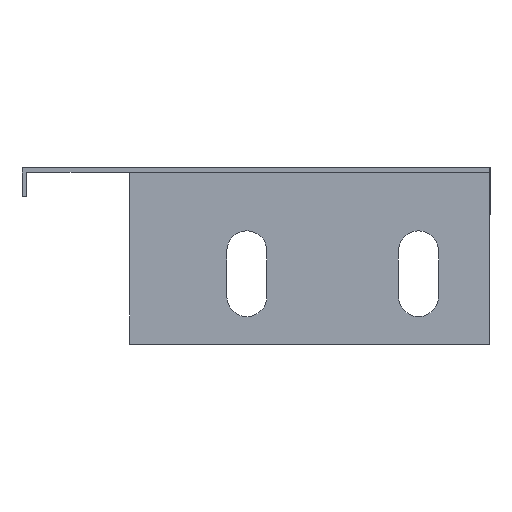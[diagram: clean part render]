
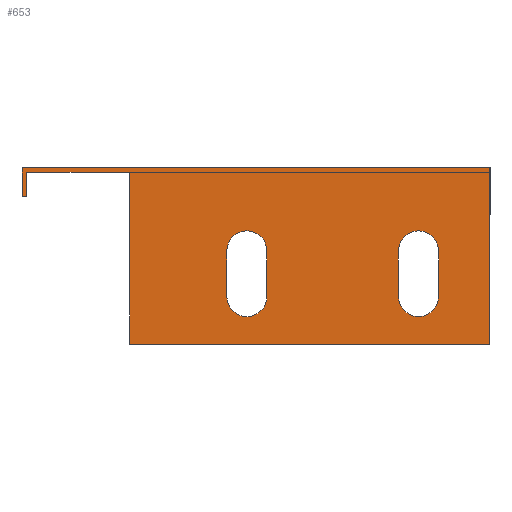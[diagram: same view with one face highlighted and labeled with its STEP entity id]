
A CAD part, left-side view. The second image highlights one B-rep face of the part: STEP entity #653.
In plain terms, the highlighted planar face has unit normal (-1, 0, 0).
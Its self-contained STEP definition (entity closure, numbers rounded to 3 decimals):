
#10 = ORIENTED_EDGE ( 'NONE', *, *, #327, .F. ) ;
#11 = EDGE_LOOP ( 'NONE', ( #348, #781, #42, #237 ) ) ;
#19 = CARTESIAN_POINT ( 'NONE',  ( -200.8, 14.5, -22.5 ) ) ;
#21 = VERTEX_POINT ( 'NONE', #1043 ) ;
#27 = VECTOR ( 'NONE', #382, 1000. ) ;
#35 = CARTESIAN_POINT ( 'NONE',  ( -200.8, 49.5, 0. ) ) ;
#38 = VERTEX_POINT ( 'NONE', #167 ) ;
#42 = ORIENTED_EDGE ( 'NONE', *, *, #817, .F. ) ;
#43 = ORIENTED_EDGE ( 'NONE', *, *, #799, .T. ) ;
#59 = VERTEX_POINT ( 'NONE', #572 ) ;
#76 = EDGE_CURVE ( 'NONE', #274, #530, #407, .T. ) ;
#92 = ORIENTED_EDGE ( 'NONE', *, *, #895, .T. ) ;
#99 = EDGE_LOOP ( 'NONE', ( #652, #139, #557, #174, #92, #282, #360, #43 ) ) ;
#104 = FACE_BOUND ( 'NONE', #325, .T. ) ;
#119 = VERTEX_POINT ( 'NONE', #896 ) ;
#135 = CARTESIAN_POINT ( 'NONE',  ( -200.8, 50.3, -5. ) ) ;
#139 = ORIENTED_EDGE ( 'NONE', *, *, #447, .F. ) ;
#164 = VERTEX_POINT ( 'NONE', #1058 ) ;
#167 = CARTESIAN_POINT ( 'NONE',  ( -200.8, 14.5, -22.5 ) ) ;
#174 = ORIENTED_EDGE ( 'NONE', *, *, #230, .T. ) ;
#182 = VERTEX_POINT ( 'NONE', #462 ) ;
#183 = ORIENTED_EDGE ( 'NONE', *, *, #467, .F. ) ;
#189 = VECTOR ( 'NONE', #908, 1000. ) ;
#192 = CARTESIAN_POINT ( 'NONE',  ( -200.8, 51.431, -0.8 ) ) ;
#195 = VERTEX_POINT ( 'NONE', #1023 ) ;
#205 = VERTEX_POINT ( 'NONE', #466 ) ;
#206 = CARTESIAN_POINT ( 'NONE',  ( -200.8, -31.5, -0.8 ) ) ;
#212 = VECTOR ( 'NONE', #297, 1000. ) ;
#230 = EDGE_CURVE ( 'NONE', #665, #59, #1042, .T. ) ;
#232 = LINE ( 'NONE', #206, #616 ) ;
#237 = ORIENTED_EDGE ( 'NONE', *, *, #950, .F. ) ;
#244 = DIRECTION ( 'NONE',  ( -1., 0., 0. ) ) ;
#246 = CARTESIAN_POINT ( 'NONE',  ( -200.8, -22.5, -22.5 ) ) ;
#261 = VERTEX_POINT ( 'NONE', #475 ) ;
#265 = VERTEX_POINT ( 'NONE', #549 ) ;
#274 = VERTEX_POINT ( 'NONE', #962 ) ;
#282 = ORIENTED_EDGE ( 'NONE', *, *, #498, .T. ) ;
#297 = DIRECTION ( 'NONE',  ( 0., -1., 0. ) ) ;
#306 = VERTEX_POINT ( 'NONE', #900 ) ;
#307 = LINE ( 'NONE', #453, #661 ) ;
#323 = CARTESIAN_POINT ( 'NONE',  ( -200.8, 50.3, 0. ) ) ;
#325 = EDGE_LOOP ( 'NONE', ( #477, #10, #183, #599 ) ) ;
#327 = EDGE_CURVE ( 'NONE', #535, #274, #773, .T. ) ;
#348 = ORIENTED_EDGE ( 'NONE', *, *, #536, .F. ) ;
#360 = ORIENTED_EDGE ( 'NONE', *, *, #486, .T. ) ;
#365 = FACE_BOUND ( 'NONE', #11, .T. ) ;
#382 = DIRECTION ( 'NONE',  ( 0., 0., 1. ) ) ;
#384 = DIRECTION ( 'NONE',  ( 0., -1., 0. ) ) ;
#385 = DIRECTION ( 'NONE',  ( 0., 0., -1. ) ) ;
#387 = CIRCLE ( 'NONE', #620, 3.5 ) ;
#388 = CARTESIAN_POINT ( 'NONE',  ( -200.8, 11., -14.5 ) ) ;
#404 = DIRECTION ( 'NONE',  ( 0., -1., 0. ) ) ;
#407 = LINE ( 'NONE', #246, #425 ) ;
#425 = VECTOR ( 'NONE', #831, 1000. ) ;
#427 = LINE ( 'NONE', #487, #189 ) ;
#438 = CARTESIAN_POINT ( 'NONE',  ( -200.8, -22.5, -14.5 ) ) ;
#447 = EDGE_CURVE ( 'NONE', #265, #205, #869, .T. ) ;
#453 = CARTESIAN_POINT ( 'NONE',  ( -200.8, -15.5, -22.5 ) ) ;
#454 = DIRECTION ( 'NONE',  ( 0., 0., 1. ) ) ;
#460 = DIRECTION ( 'NONE',  ( 0., 0., 1. ) ) ;
#462 = CARTESIAN_POINT ( 'NONE',  ( -200.8, -15.5, -14.5 ) ) ;
#466 = CARTESIAN_POINT ( 'NONE',  ( -200.8, -31.5, 0. ) ) ;
#467 = EDGE_CURVE ( 'NONE', #182, #535, #307, .T. ) ;
#474 = LINE ( 'NONE', #192, #1006 ) ;
#475 = CARTESIAN_POINT ( 'NONE',  ( -200.8, 49.5, -0.8 ) ) ;
#477 = ORIENTED_EDGE ( 'NONE', *, *, #76, .F. ) ;
#486 = EDGE_CURVE ( 'NONE', #306, #164, #688, .T. ) ;
#487 = CARTESIAN_POINT ( 'NONE',  ( -200.8, 7.5, -22.5 ) ) ;
#492 = CARTESIAN_POINT ( 'NONE',  ( -200.8, -19., -14.5 ) ) ;
#494 = CARTESIAN_POINT ( 'NONE',  ( -200.8, 31.5, -0.8 ) ) ;
#498 = EDGE_CURVE ( 'NONE', #261, #306, #474, .T. ) ;
#530 = VERTEX_POINT ( 'NONE', #438 ) ;
#535 = VERTEX_POINT ( 'NONE', #947 ) ;
#536 = EDGE_CURVE ( 'NONE', #119, #195, #427, .T. ) ;
#549 = CARTESIAN_POINT ( 'NONE',  ( -200.8, 50.3, 0. ) ) ;
#557 = ORIENTED_EDGE ( 'NONE', *, *, #1028, .F. ) ;
#560 = LINE ( 'NONE', #35, #27 ) ;
#563 = DIRECTION ( 'NONE',  ( 0., 0., 1. ) ) ;
#565 = PLANE ( 'NONE',  #904 ) ;
#572 = CARTESIAN_POINT ( 'NONE',  ( -200.8, 49.5, -5. ) ) ;
#574 = CARTESIAN_POINT ( 'NONE',  ( -200.8, 11., -22.5 ) ) ;
#579 = DIRECTION ( 'NONE',  ( -1., 0., 0. ) ) ;
#599 = ORIENTED_EDGE ( 'NONE', *, *, #612, .F. ) ;
#610 = VERTEX_POINT ( 'NONE', #774 ) ;
#612 = EDGE_CURVE ( 'NONE', #530, #182, #387, .T. ) ;
#616 = VECTOR ( 'NONE', #675, 1000. ) ;
#620 = AXIS2_PLACEMENT_3D ( 'NONE', #492, #978, #563 ) ;
#652 = ORIENTED_EDGE ( 'NONE', *, *, #1012, .T. ) ;
#653 = ADVANCED_FACE ( 'NONE', ( #365, #104, #903 ), #565, .F. ) ;
#661 = VECTOR ( 'NONE', #666, 1000. ) ;
#665 = VERTEX_POINT ( 'NONE', #135 ) ;
#666 = DIRECTION ( 'NONE',  ( 0., 0., -1. ) ) ;
#675 = DIRECTION ( 'NONE',  ( 0., 0., 1. ) ) ;
#677 = EDGE_CURVE ( 'NONE', #38, #119, #881, .T. ) ;
#688 = LINE ( 'NONE', #733, #1031 ) ;
#690 = AXIS2_PLACEMENT_3D ( 'NONE', #696, #244, #765 ) ;
#696 = CARTESIAN_POINT ( 'NONE',  ( -200.8, -19., -22.5 ) ) ;
#702 = CARTESIAN_POINT ( 'NONE',  ( -200.8, 51.431, 0. ) ) ;
#721 = CARTESIAN_POINT ( 'NONE',  ( -200.8, -31.5, -30.8 ) ) ;
#733 = CARTESIAN_POINT ( 'NONE',  ( -200.8, 31.5, -30.8 ) ) ;
#753 = CARTESIAN_POINT ( 'NONE',  ( -200.8, 50.3, -5. ) ) ;
#765 = DIRECTION ( 'NONE',  ( 0., 0., 1. ) ) ;
#772 = VECTOR ( 'NONE', #864, 1000. ) ;
#773 = CIRCLE ( 'NONE', #690, 3.5 ) ;
#774 = CARTESIAN_POINT ( 'NONE',  ( -200.8, -31.5, -30.8 ) ) ;
#777 = DIRECTION ( 'NONE',  ( 1., 0., 0. ) ) ;
#781 = ORIENTED_EDGE ( 'NONE', *, *, #677, .F. ) ;
#785 = AXIS2_PLACEMENT_3D ( 'NONE', #388, #876, #454 ) ;
#790 = LINE ( 'NONE', #19, #772 ) ;
#799 = EDGE_CURVE ( 'NONE', #164, #610, #973, .T. ) ;
#808 = DIRECTION ( 'NONE',  ( 0., -1., 0. ) ) ;
#817 = EDGE_CURVE ( 'NONE', #21, #38, #790, .T. ) ;
#824 = VECTOR ( 'NONE', #460, 1000. ) ;
#831 = DIRECTION ( 'NONE',  ( 0., 0., 1. ) ) ;
#836 = VECTOR ( 'NONE', #404, 1000. ) ;
#848 = AXIS2_PLACEMENT_3D ( 'NONE', #574, #579, #857 ) ;
#857 = DIRECTION ( 'NONE',  ( 0., 0., 1. ) ) ;
#864 = DIRECTION ( 'NONE',  ( 0., 0., -1. ) ) ;
#867 = CIRCLE ( 'NONE', #785, 3.5 ) ;
#869 = LINE ( 'NONE', #702, #1052 ) ;
#876 = DIRECTION ( 'NONE',  ( -1., 0., 0. ) ) ;
#881 = CIRCLE ( 'NONE', #848, 3.5 ) ;
#895 = EDGE_CURVE ( 'NONE', #59, #261, #560, .T. ) ;
#896 = CARTESIAN_POINT ( 'NONE',  ( -200.8, 7.5, -22.5 ) ) ;
#900 = CARTESIAN_POINT ( 'NONE',  ( -200.8, 31.5, -0.8 ) ) ;
#903 = FACE_OUTER_BOUND ( 'NONE', #99, .T. ) ;
#904 = AXIS2_PLACEMENT_3D ( 'NONE', #494, #777, #1053 ) ;
#908 = DIRECTION ( 'NONE',  ( 0., 0., 1. ) ) ;
#947 = CARTESIAN_POINT ( 'NONE',  ( -200.8, -15.5, -22.5 ) ) ;
#950 = EDGE_CURVE ( 'NONE', #195, #21, #867, .T. ) ;
#962 = CARTESIAN_POINT ( 'NONE',  ( -200.8, -22.5, -22.5 ) ) ;
#973 = LINE ( 'NONE', #721, #212 ) ;
#978 = DIRECTION ( 'NONE',  ( -1., 0., 0. ) ) ;
#980 = LINE ( 'NONE', #323, #824 ) ;
#1006 = VECTOR ( 'NONE', #808, 1000. ) ;
#1012 = EDGE_CURVE ( 'NONE', #610, #205, #232, .T. ) ;
#1023 = CARTESIAN_POINT ( 'NONE',  ( -200.8, 7.5, -14.5 ) ) ;
#1028 = EDGE_CURVE ( 'NONE', #665, #265, #980, .T. ) ;
#1031 = VECTOR ( 'NONE', #385, 1000. ) ;
#1042 = LINE ( 'NONE', #753, #836 ) ;
#1043 = CARTESIAN_POINT ( 'NONE',  ( -200.8, 14.5, -14.5 ) ) ;
#1052 = VECTOR ( 'NONE', #384, 1000. ) ;
#1053 = DIRECTION ( 'NONE',  ( 0., 0., -1. ) ) ;
#1058 = CARTESIAN_POINT ( 'NONE',  ( -200.8, 31.5, -30.8 ) ) ;
